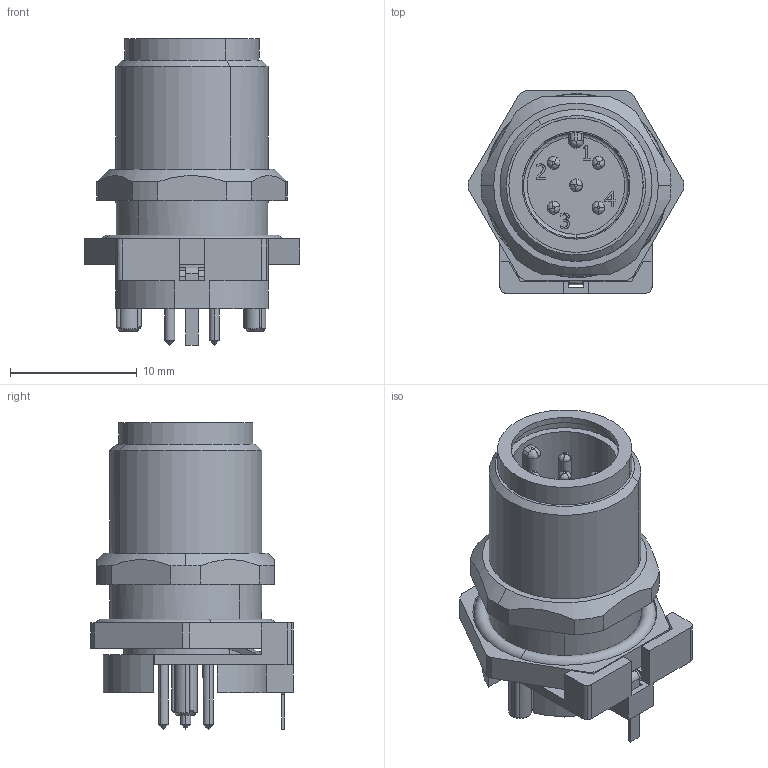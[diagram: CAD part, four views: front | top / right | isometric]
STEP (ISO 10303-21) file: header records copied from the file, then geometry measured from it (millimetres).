
FILE_DESCRIPTION(('CATIA V5R24 STEP','CAx-IF Rec.Pracs.--- Model Styling and Organization---1.2---2011-12-15'),'2;1');
FILE_NAME ('D1461886_0_2423390000_2423390000.stp','2017-09-08T07:42:44+00:00',('none'),('Weidmueller'),'CATIA Version 5-6 Release 2014 SP4 HF52','CATIA V5 STEP AP214','none');
FILE_SCHEMA(('AUTOMOTIVE_DESIGN { 1 0 10303 214 1 1 1 1 }'));
Length unit declared in the file: millimetre
Products named in the file (1): 2423390000
Bounding box: 17 x 16 x 24.2 mm (x, y, z)
Volume: 2020.9 mm3; surface area: 3465.8 mm2
Topology: 3 solids, 3 shells, 326 faces, 880 edges, 572 vertices
Faces by surface type: plane 145, cylinder 96, bspline 57, cone 22, torus 6
Entity records: 11249 total; most frequent: CARTESIAN_POINT 3886, ORIENTED_EDGE 1740, DIRECTION 1119, EDGE_CURVE 870, VERTEX_POINT 572, VECTOR 450, LINE 450, AXIS2_PLACEMENT_3D 416
